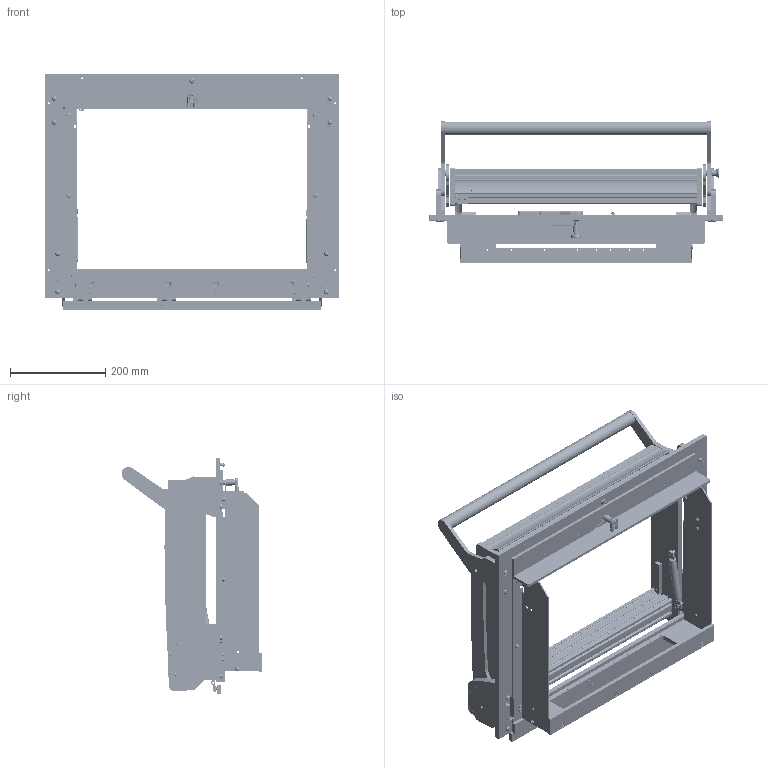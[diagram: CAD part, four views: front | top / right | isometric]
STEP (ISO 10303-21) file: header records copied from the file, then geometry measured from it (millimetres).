
FILE_DESCRIPTION (( 'STEP AP214' ), '1' );
FILE_NAME ('INGUN_37790_LinHub.STEP', '2022-08-25T09:04:49', ( '' ), ( '' ), 'SwSTEP 2.0', 'SolidWorks 2018', '' );
FILE_SCHEMA (( 'AUTOMOTIVE_DESIGN' ));
Length unit declared in the file: millimetre
Products named in the file (77): 31109~0; 48728~1_S; 35649~1_S; ISO7380~n_M03,0x005; 31788~1; 37792~1_S; DIN125~n_04,3 M04,0; DIN125~n_06,4 M06,0 Fase; DIN6325~n_03,0m6x010; 2528~0; 48565~1_S; 38001~13; 109954~0_KUNDE<S>; 34328~1_S; 32587~4_S; DIN7991~n_M05,0x025; DIN912~n_M04,0x012; 31666~1_S; DIN985-A2~n_M05,0; 53031~0_S; DIN6325~n_04,0m6x024; 109128~0_offen <S>; K_02038~0; 30915~0; 55712~0_KUNDE<S>; 31443~1; 37972~6_S; 32339~4_S; 35651~1_S; DIN7991~n_M05,0x020; DIN912~n_M04,0x020; 109935~0_KUNDE<S>; 32341~6_S; 31442~5_mit Zentrierstifen <S>; 32578~1_S; 48727~1_S; 40512~8_KUNDE<S>; DIN125~n_05,3 M05,0 Fase; 35151~0_S; 37967~1 ...
Assembly tree (185 placements, depth 4):
  INGUN_37790_LinHub
    109771~1_S
      38001~13
      37968~2_S
      37971~8_S
      37972~6_S
      2281~0_180ø<Standard>  x3
        2281~0
      32341~6_S
      53031~0_S
      35649~1_S
      35651~1_S
      31253~0_S
      30955~0_S
      30915~0
      ASR~-a-s-r_拱04,2x07x拌8  x2
      2528~0  x2
      31109~0
      37973~3_S
      38827~0_S
      31666~1_S
      48727~1_S
        48726~2_S
        DIN6325~n_04,0m6x012
        48565~1_S
        DIN912~n_M04,0x020  x2
        DIN125~n_06,4 M06,0 Fase
        DIN125~n_04,3 M04,0  x2
        49317~0
      48728~1_S
        48726~2_S
        DIN6325~n_04,0m6x012
        48565~1_S
        DIN125~n_06,4 M06,0 Fase
        DIN125~n_04,3 M04,0  x2
        DIN912~n_M04,0x020  x2
        49317~0
      ISO7380~n_M05,0x008  x2
      DIN7991~n_M05,0x025  x6
      DIN7991~n_M05,0x016  x14
      DIN7991~n_M05,0x020  x8
      DIN125~n_05,3 M05,0 Fase  x4
      DIN985-A2~n_M05,0  x4
      DIN6325~n_04,0m6x024
      DIN6325~n_04,0m6x016
      DIN7991~n_M03,0x016 VA  x2
      DIN912~n_M04,0x012
      DIN6325~n_02,0m6x020
      DIN6325~n_03,0m6x010  x4
      DIN6325~n_04,0m6x014  x2
    109952~0_KUNDE<S>
      53734~1_KUNDE<S>
    109953~0_KUNDE<S>
      53734~1_KUNDE<S>
    109935~0_KUNDE<S>
      31444~14_KUNDE<S>
      31446~15_KUNDE<S>
      34328~1_S  x2
      31442~5_mit Zentrierstifen <S>
      37792~1_S
Bounding box: 616 x 295.28 x 496 mm (x, y, z)
Volume: 4651888.7 mm3; surface area: 1973276.5 mm2
Topology: 181 solids, 181 shells, 4183 faces, 10440 edges, 6628 vertices
Faces by surface type: cylinder 1698, plane 1574, cone 673, bspline 93, sphere 76, torus 69
Entity records: 79672 total; most frequent: CARTESIAN_POINT 13965, DIRECTION 13329, ORIENTED_EDGE 11772, EDGE_CURVE 5886, AXIS2_PLACEMENT_3D 5096, VERTEX_POINT 3797, LINE 3137, VECTOR 3137
